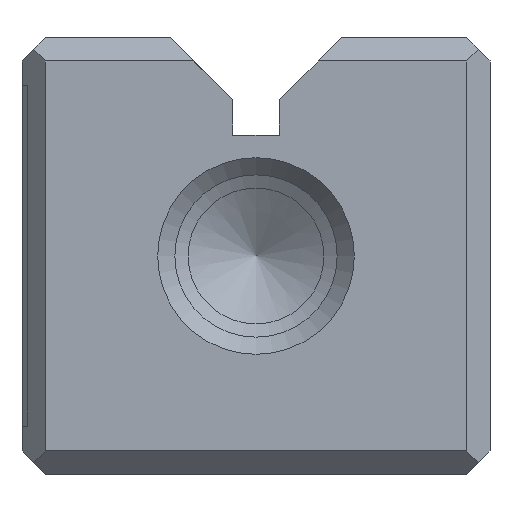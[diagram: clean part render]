
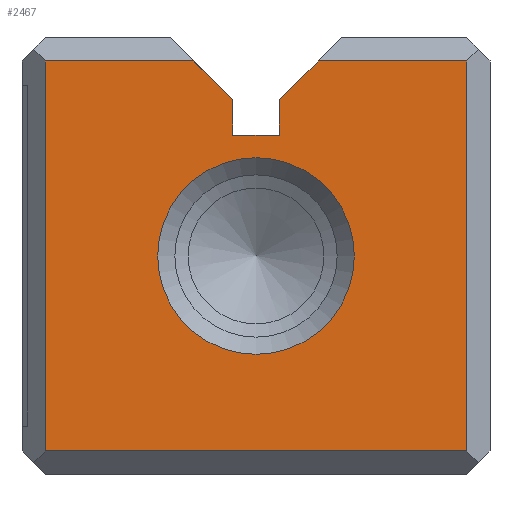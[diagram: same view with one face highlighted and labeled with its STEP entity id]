
A CAD part, front view. The second image highlights one B-rep face of the part: STEP entity #2467.
In plain terms, the highlighted planar face has unit normal (0, -1, 0).
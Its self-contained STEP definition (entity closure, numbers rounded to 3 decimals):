
#2467=ADVANCED_FACE('',(#3407,#3408),#2856,.T.);
#2856=PLANE('',#8901);
#3110=CIRCLE('',#8900,3.15);
#3407=FACE_BOUND('',#3635,.T.);
#3408=FACE_BOUND('',#3636,.T.);
#3635=EDGE_LOOP('',(#4373,#4374,#4375,#4376,#4377,#4378,#4379,#4380,#4381,
#4382));
#3636=EDGE_LOOP('',(#4383));
#4373=ORIENTED_EDGE('',*,*,#6885,.T.);
#4374=ORIENTED_EDGE('',*,*,#6886,.F.);
#4375=ORIENTED_EDGE('',*,*,#6887,.F.);
#4376=ORIENTED_EDGE('',*,*,#6888,.F.);
#4377=ORIENTED_EDGE('',*,*,#6889,.T.);
#4378=ORIENTED_EDGE('',*,*,#6890,.T.);
#4379=ORIENTED_EDGE('',*,*,#6891,.T.);
#4380=ORIENTED_EDGE('',*,*,#6892,.T.);
#4381=ORIENTED_EDGE('',*,*,#6893,.T.);
#4382=ORIENTED_EDGE('',*,*,#6894,.F.);
#4383=ORIENTED_EDGE('',*,*,#6895,.T.);
#6233=VERTEX_POINT('',#11461);
#6234=VERTEX_POINT('',#11462);
#6235=VERTEX_POINT('',#11464);
#6236=VERTEX_POINT('',#11466);
#6237=VERTEX_POINT('',#11468);
#6238=VERTEX_POINT('',#11470);
#6239=VERTEX_POINT('',#11472);
#6240=VERTEX_POINT('',#11474);
#6241=VERTEX_POINT('',#11476);
#6242=VERTEX_POINT('',#11478);
#6243=VERTEX_POINT('',#11481);
#6885=EDGE_CURVE('',#6233,#6234,#7723,.T.);
#6886=EDGE_CURVE('',#6235,#6234,#7724,.T.);
#6887=EDGE_CURVE('',#6236,#6235,#7725,.T.);
#6888=EDGE_CURVE('',#6237,#6236,#7726,.T.);
#6889=EDGE_CURVE('',#6237,#6238,#7727,.T.);
#6890=EDGE_CURVE('',#6238,#6239,#7728,.T.);
#6891=EDGE_CURVE('',#6239,#6240,#7729,.T.);
#6892=EDGE_CURVE('',#6240,#6241,#7730,.T.);
#6893=EDGE_CURVE('',#6241,#6242,#7731,.T.);
#6894=EDGE_CURVE('',#6233,#6242,#7732,.T.);
#6895=EDGE_CURVE('',#6243,#6243,#3110,.T.);
#7723=LINE('',#11460,#8383);
#7724=LINE('',#11463,#8384);
#7725=LINE('',#11465,#8385);
#7726=LINE('',#11467,#8386);
#7727=LINE('',#11469,#8387);
#7728=LINE('',#11471,#8388);
#7729=LINE('',#11473,#8389);
#7730=LINE('',#11475,#8390);
#7731=LINE('',#11477,#8391);
#7732=LINE('',#11479,#8392);
#8383=VECTOR('',#9473,1.);
#8384=VECTOR('',#9474,1.);
#8385=VECTOR('',#9475,1.);
#8386=VECTOR('',#9476,1.);
#8387=VECTOR('',#9477,1.);
#8388=VECTOR('',#9478,1.);
#8389=VECTOR('',#9479,1.);
#8390=VECTOR('',#9480,1.);
#8391=VECTOR('',#9481,1.);
#8392=VECTOR('',#9482,1.);
#8900=AXIS2_PLACEMENT_3D('',#11480,#9483,#9484);
#8901=AXIS2_PLACEMENT_3D('',#11482,#9485,#9486);
#9473=DIRECTION('',(0.,0.,-1.));
#9474=DIRECTION('',(1.,0.,0.));
#9475=DIRECTION('',(0.,0.,-1.));
#9476=DIRECTION('',(0.707,0.,-0.707));
#9477=DIRECTION('',(-1.,0.,0.));
#9478=DIRECTION('',(0.,0.,-1.));
#9479=DIRECTION('',(1.,0.,0.));
#9480=DIRECTION('',(0.,0.,1.));
#9481=DIRECTION('',(-1.,0.,0.));
#9482=DIRECTION('',(0.707,0.,0.707));
#9483=DIRECTION('',(0.,1.,0.));
#9484=DIRECTION('',(0.,0.,1.));
#9485=DIRECTION('',(0.,-1.,0.));
#9486=DIRECTION('',(0.,0.,1.));
#11460=CARTESIAN_POINT('',(8.25,0.,10.875));
#11461=CARTESIAN_POINT('',(8.25,0.,12.007));
#11462=CARTESIAN_POINT('',(8.25,0.,10.875));
#11463=CARTESIAN_POINT('',(6.75,0.,10.875));
#11464=CARTESIAN_POINT('',(6.75,0.,10.875));
#11465=CARTESIAN_POINT('',(6.75,0.,10.875));
#11466=CARTESIAN_POINT('',(6.75,0.,12.007));
#11467=CARTESIAN_POINT('',(4.757,0.,14.));
#11468=CARTESIAN_POINT('',(5.507,0.,13.25));
#11469=CARTESIAN_POINT('',(7.5,0.,13.25));
#11470=CARTESIAN_POINT('',(0.75,0.,13.25));
#11471=CARTESIAN_POINT('',(0.75,0.,0.));
#11472=CARTESIAN_POINT('',(0.75,0.,0.75));
#11473=CARTESIAN_POINT('',(7.5,0.,0.75));
#11474=CARTESIAN_POINT('',(14.25,0.,0.75));
#11475=CARTESIAN_POINT('',(14.25,0.,0.));
#11476=CARTESIAN_POINT('',(14.25,0.,13.25));
#11477=CARTESIAN_POINT('',(7.5,0.,13.25));
#11478=CARTESIAN_POINT('',(9.493,0.,13.25));
#11479=CARTESIAN_POINT('',(7.5,0.,11.257));
#11480=CARTESIAN_POINT('',(7.5,0.,7.));
#11481=CARTESIAN_POINT('',(7.5,0.,10.15));
#11482=CARTESIAN_POINT('',(7.5,0.,0.));
